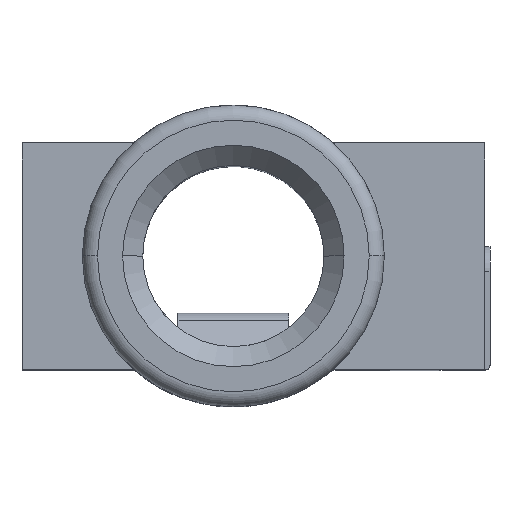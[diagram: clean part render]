
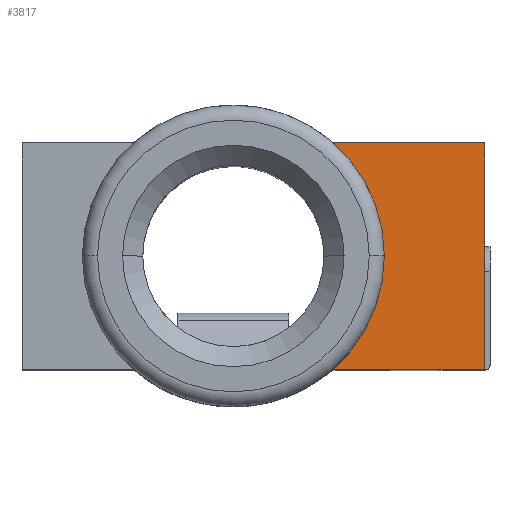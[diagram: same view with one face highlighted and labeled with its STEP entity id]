
A CAD part, top view. The second image highlights one B-rep face of the part: STEP entity #3817.
In plain terms, the highlighted planar face has unit normal (0, 0, 1).
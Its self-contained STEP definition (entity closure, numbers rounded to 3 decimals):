
#21 = PLANE ( 'NONE',  #856 ) ;
#31 = VECTOR ( 'NONE', #6813, 1000. ) ;
#149 = VERTEX_POINT ( 'NONE', #7664 ) ;
#337 = ORIENTED_EDGE ( 'NONE', *, *, #2136, .F. ) ;
#495 = DIRECTION ( 'NONE',  ( -1., 0., 0. ) ) ;
#583 = CARTESIAN_POINT ( 'NONE',  ( 5., 4.5, 0. ) ) ;
#838 = ORIENTED_EDGE ( 'NONE', *, *, #1104, .T. ) ;
#856 = AXIS2_PLACEMENT_3D ( 'NONE', #6433, #2606, #7066 ) ;
#1103 = AXIS2_PLACEMENT_3D ( 'NONE', #6984, #3157, #7628 ) ;
#1104 = EDGE_CURVE ( 'NONE', #5508, #7663, #7733, .T. ) ;
#1184 = CARTESIAN_POINT ( 'NONE',  ( 5., 0., 0. ) ) ;
#1627 = FACE_OUTER_BOUND ( 'NONE', #4417, .T. ) ;
#1759 = CARTESIAN_POINT ( 'NONE',  ( -4.2, 4.5, 0. ) ) ;
#1815 = VERTEX_POINT ( 'NONE', #2258 ) ;
#1945 = VECTOR ( 'NONE', #2904, 1000. ) ;
#2136 = EDGE_CURVE ( 'NONE', #1815, #7663, #4532, .T. ) ;
#2258 = CARTESIAN_POINT ( 'NONE',  ( 3., 2.25, 0. ) ) ;
#2268 = AXIS2_PLACEMENT_3D ( 'NONE', #7102, #3277, #7751 ) ;
#2570 = EDGE_CURVE ( 'NONE', #149, #1815, #5856, .T. ) ;
#2606 = DIRECTION ( 'NONE',  ( 0., 0., 1. ) ) ;
#2904 = DIRECTION ( 'NONE',  ( 1., 0., 0. ) ) ;
#2965 = EDGE_CURVE ( 'NONE', #149, #7224, #5347, .T. ) ;
#3157 = DIRECTION ( 'NONE',  ( 0., 0., 1. ) ) ;
#3277 = DIRECTION ( 'NONE',  ( 0., 0., 1. ) ) ;
#3817 = ADVANCED_FACE ( 'NONE', ( #1627 ), #21, .T. ) ;
#4200 = EDGE_CURVE ( 'NONE', #7224, #5508, #6612, .T. ) ;
#4417 = EDGE_LOOP ( 'NONE', ( #7223, #4893, #5963, #838, #337 ) ) ;
#4532 = CIRCLE ( 'NONE', #2268, 3. ) ;
#4545 = VECTOR ( 'NONE', #495, 1000. ) ;
#4893 = ORIENTED_EDGE ( 'NONE', *, *, #2965, .T. ) ;
#5347 = LINE ( 'NONE', #7373, #1945 ) ;
#5508 = VERTEX_POINT ( 'NONE', #583 ) ;
#5856 = CIRCLE ( 'NONE', #1103, 3. ) ;
#5963 = ORIENTED_EDGE ( 'NONE', *, *, #4200, .T. ) ;
#6144 = CARTESIAN_POINT ( 'NONE',  ( 1.984, 4.5, 0. ) ) ;
#6433 = CARTESIAN_POINT ( 'NONE',  ( -4.2, 0., 0. ) ) ;
#6612 = LINE ( 'NONE', #8102, #31 ) ;
#6813 = DIRECTION ( 'NONE',  ( 0., 1., 0. ) ) ;
#6984 = CARTESIAN_POINT ( 'NONE',  ( 0., 2.25, 0. ) ) ;
#7066 = DIRECTION ( 'NONE',  ( 1., 0., 0. ) ) ;
#7102 = CARTESIAN_POINT ( 'NONE',  ( 0., 2.25, 0. ) ) ;
#7223 = ORIENTED_EDGE ( 'NONE', *, *, #2570, .F. ) ;
#7224 = VERTEX_POINT ( 'NONE', #1184 ) ;
#7373 = CARTESIAN_POINT ( 'NONE',  ( -4.2, 0., 0. ) ) ;
#7628 = DIRECTION ( 'NONE',  ( 1., 0., 0. ) ) ;
#7663 = VERTEX_POINT ( 'NONE', #6144 ) ;
#7664 = CARTESIAN_POINT ( 'NONE',  ( 1.984, 0., 0. ) ) ;
#7733 = LINE ( 'NONE', #1759, #4545 ) ;
#7751 = DIRECTION ( 'NONE',  ( 1., 0., 0. ) ) ;
#8102 = CARTESIAN_POINT ( 'NONE',  ( 5., 4.5, 0. ) ) ;
